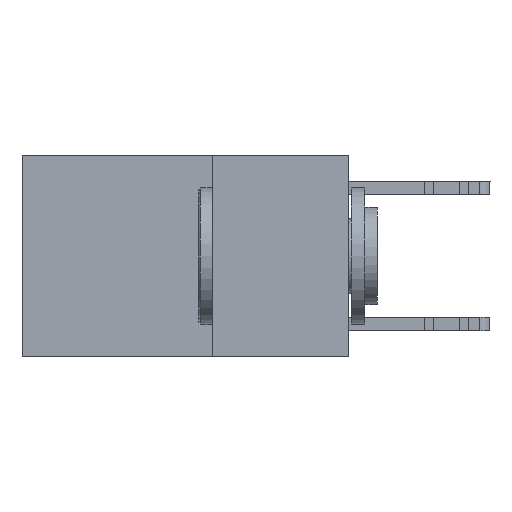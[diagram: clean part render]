
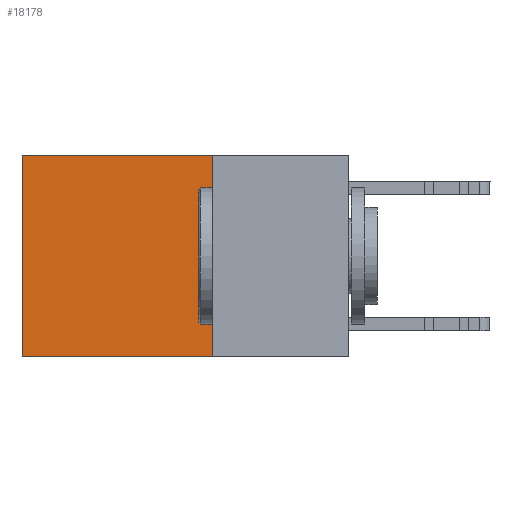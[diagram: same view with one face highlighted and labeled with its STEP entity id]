
A CAD part, left-side view. The second image highlights one B-rep face of the part: STEP entity #18178.
In plain terms, the highlighted planar face has unit normal (-1, 0, 0).
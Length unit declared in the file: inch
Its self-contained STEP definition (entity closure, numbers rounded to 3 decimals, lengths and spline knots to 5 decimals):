
#1471 = DIRECTION ( 'NONE',  ( 0., 1., 0. ) ) ;
#1622 = LINE ( 'NONE', #11154, #11243 ) ;
#2014 = LINE ( 'NONE', #10514, #5429 ) ;
#2518 = VERTEX_POINT ( 'NONE', #20998 ) ;
#3061 = ORIENTED_EDGE ( 'NONE', *, *, #28470, .T. ) ;
#4485 = FACE_OUTER_BOUND ( 'NONE', #5664, .T. ) ;
#5429 = VECTOR ( 'NONE', #13343, 39.37008 ) ;
#5664 = EDGE_LOOP ( 'NONE', ( #3061, #15046, #12234, #27442 ) ) ;
#8209 = EDGE_CURVE ( 'NONE', #28473, #19476, #1622, .T. ) ;
#8811 = PLANE ( 'NONE',  #16767 ) ;
#10439 = VERTEX_POINT ( 'NONE', #20346 ) ;
#10514 = CARTESIAN_POINT ( 'NONE',  ( 0.2625, 0.6, 0. ) ) ;
#11154 = CARTESIAN_POINT ( 'NONE',  ( 0.2625, 0.25, 0. ) ) ;
#11243 = VECTOR ( 'NONE', #24298, 39.37008 ) ;
#11255 = EDGE_CURVE ( 'NONE', #19476, #2518, #23506, .T. ) ;
#11337 = DIRECTION ( 'NONE',  ( 0., 0., -1. ) ) ;
#12234 = ORIENTED_EDGE ( 'NONE', *, *, #8209, .F. ) ;
#13343 = DIRECTION ( 'NONE',  ( 0., 0., -1. ) ) ;
#13802 = EDGE_CURVE ( 'NONE', #28473, #10439, #19385, .T. ) ;
#14752 = CARTESIAN_POINT ( 'NONE',  ( 0.2625, 0.25, 0. ) ) ;
#15046 = ORIENTED_EDGE ( 'NONE', *, *, #11255, .F. ) ;
#16503 = CARTESIAN_POINT ( 'NONE',  ( 0.2625, 0.25, -0.37 ) ) ;
#16767 = AXIS2_PLACEMENT_3D ( 'NONE', #17933, #22675, #11337 ) ;
#17933 = CARTESIAN_POINT ( 'NONE',  ( 0.2625, 0.25, 0. ) ) ;
#18178 = ADVANCED_FACE ( 'NONE', ( #4485 ), #8811, .F. ) ;
#19385 = LINE ( 'NONE', #14752, #20449 ) ;
#19476 = VERTEX_POINT ( 'NONE', #27464 ) ;
#20346 = CARTESIAN_POINT ( 'NONE',  ( 0.2625, 0.6, 0. ) ) ;
#20449 = VECTOR ( 'NONE', #1471, 39.37008 ) ;
#20998 = CARTESIAN_POINT ( 'NONE',  ( 0.2625, 0.6, -0.37 ) ) ;
#21280 = VECTOR ( 'NONE', #25171, 39.37008 ) ;
#22675 = DIRECTION ( 'NONE',  ( 1., 0., 0. ) ) ;
#23506 = LINE ( 'NONE', #16503, #21280 ) ;
#24298 = DIRECTION ( 'NONE',  ( 0., 0., -1. ) ) ;
#25171 = DIRECTION ( 'NONE',  ( 0., 1., 0. ) ) ;
#27442 = ORIENTED_EDGE ( 'NONE', *, *, #13802, .T. ) ;
#27464 = CARTESIAN_POINT ( 'NONE',  ( 0.2625, 0.25, -0.37 ) ) ;
#28470 = EDGE_CURVE ( 'NONE', #10439, #2518, #2014, .T. ) ;
#28473 = VERTEX_POINT ( 'NONE', #29019 ) ;
#29019 = CARTESIAN_POINT ( 'NONE',  ( 0.2625, 0.25, 0. ) ) ;
